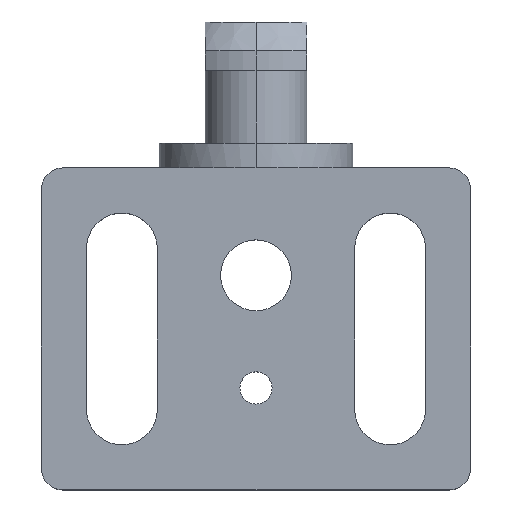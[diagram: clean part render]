
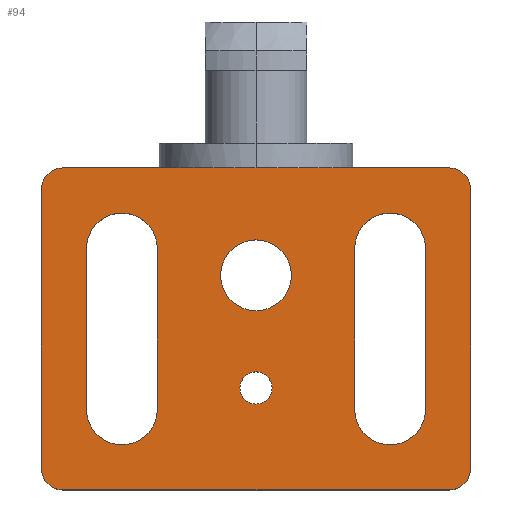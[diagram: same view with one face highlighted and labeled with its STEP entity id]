
A CAD part, top view. The second image highlights one B-rep face of the part: STEP entity #94.
In plain terms, the highlighted planar face has unit normal (0, 0, 1).
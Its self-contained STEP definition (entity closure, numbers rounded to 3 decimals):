
#94=ADVANCED_FACE('NONE',(#211,#212,#213,#214,#215),#216,.T.);
#211=FACE_OUTER_BOUND('',#357,.T.);
#212=FACE_BOUND('',#358,.T.);
#213=FACE_BOUND('',#359,.T.);
#214=FACE_BOUND('',#360,.T.);
#215=FACE_BOUND('',#361,.T.);
#216=PLANE('',#362);
#357=EDGE_LOOP('',(#567,#568,#569,#570,#571,#572,#573,#574,#575,#576));
#358=EDGE_LOOP('',(#577,#578));
#359=EDGE_LOOP('',(#579,#580,#581,#582));
#360=EDGE_LOOP('',(#583,#584,#585,#586));
#361=EDGE_LOOP('',(#587,#588));
#362=AXIS2_PLACEMENT_3D('',#589,#590,#591);
#567=ORIENTED_EDGE('',*,*,#917,.T.);
#568=ORIENTED_EDGE('',*,*,#913,.T.);
#569=ORIENTED_EDGE('',*,*,#918,.T.);
#570=ORIENTED_EDGE('',*,*,#911,.T.);
#571=ORIENTED_EDGE('',*,*,#919,.T.);
#572=ORIENTED_EDGE('',*,*,#920,.T.);
#573=ORIENTED_EDGE('',*,*,#921,.T.);
#574=ORIENTED_EDGE('',*,*,#922,.T.);
#575=ORIENTED_EDGE('',*,*,#923,.T.);
#576=ORIENTED_EDGE('',*,*,#924,.T.);
#577=ORIENTED_EDGE('',*,*,#887,.F.);
#578=ORIENTED_EDGE('',*,*,#925,.F.);
#579=ORIENTED_EDGE('',*,*,#926,.F.);
#580=ORIENTED_EDGE('',*,*,#927,.F.);
#581=ORIENTED_EDGE('',*,*,#928,.F.);
#582=ORIENTED_EDGE('',*,*,#929,.F.);
#583=ORIENTED_EDGE('',*,*,#930,.F.);
#584=ORIENTED_EDGE('',*,*,#931,.F.);
#585=ORIENTED_EDGE('',*,*,#932,.F.);
#586=ORIENTED_EDGE('',*,*,#933,.F.);
#587=ORIENTED_EDGE('',*,*,#882,.F.);
#588=ORIENTED_EDGE('',*,*,#934,.F.);
#589=CARTESIAN_POINT('',(18.0,13.0,3.0));
#590=DIRECTION('',(0.0,0.0,1.0));
#591=DIRECTION('',(1.0,-0.0,0.0));
#882=EDGE_CURVE('NONE',#1059,#1060,#1061,.T.);
#887=EDGE_CURVE('NONE',#1068,#1069,#1070,.T.);
#911=EDGE_CURVE('NONE',#1101,#1105,#1107,.T.);
#913=EDGE_CURVE('NONE',#1109,#1051,#1110,.T.);
#917=EDGE_CURVE('NONE',#1115,#1109,#1116,.T.);
#918=EDGE_CURVE('NONE',#1051,#1101,#1117,.T.);
#919=EDGE_CURVE('NONE',#1105,#1118,#1119,.T.);
#920=EDGE_CURVE('NONE',#1118,#1120,#1121,.T.);
#921=EDGE_CURVE('NONE',#1120,#1122,#1123,.T.);
#922=EDGE_CURVE('NONE',#1122,#1124,#1125,.T.);
#923=EDGE_CURVE('NONE',#1124,#1126,#1127,.T.);
#924=EDGE_CURVE('NONE',#1126,#1115,#1128,.T.);
#925=EDGE_CURVE('NONE',#1069,#1068,#1129,.T.);
#926=EDGE_CURVE('NONE',#1130,#1131,#1132,.T.);
#927=EDGE_CURVE('NONE',#1133,#1130,#1134,.T.);
#928=EDGE_CURVE('NONE',#1135,#1133,#1136,.T.);
#929=EDGE_CURVE('NONE',#1131,#1135,#1137,.T.);
#930=EDGE_CURVE('NONE',#1138,#1139,#1140,.T.);
#931=EDGE_CURVE('NONE',#1141,#1138,#1142,.T.);
#932=EDGE_CURVE('NONE',#1143,#1141,#1144,.T.);
#933=EDGE_CURVE('NONE',#1139,#1143,#1145,.T.);
#934=EDGE_CURVE('NONE',#1060,#1059,#1146,.T.);
#1051=VERTEX_POINT('NONE',#1292);
#1059=VERTEX_POINT('NONE',#1301);
#1060=VERTEX_POINT('NONE',#1302);
#1061=CIRCLE('',#1303,1.5);
#1068=VERTEX_POINT('NONE',#1312);
#1069=VERTEX_POINT('NONE',#1313);
#1070=CIRCLE('',#1314,3.3);
#1101=VERTEX_POINT('NONE',#1361);
#1105=VERTEX_POINT('NONE',#1366);
#1107=LINE('',#1369,#1370);
#1109=VERTEX_POINT('NONE',#1372);
#1110=LINE('',#1373,#1374);
#1115=VERTEX_POINT('NONE',#1381);
#1116=CIRCLE('',#1382,2.0);
#1117=LINE('',#1383,#1384);
#1118=VERTEX_POINT('NONE',#1385);
#1119=CIRCLE('',#1386,2.0);
#1120=VERTEX_POINT('NONE',#1387);
#1121=LINE('',#1388,#1389);
#1122=VERTEX_POINT('NONE',#1390);
#1123=CIRCLE('',#1391,2.0);
#1124=VERTEX_POINT('NONE',#1392);
#1125=LINE('',#1393,#1394);
#1126=VERTEX_POINT('NONE',#1395);
#1127=CIRCLE('',#1396,2.0);
#1128=LINE('',#1397,#1398);
#1129=CIRCLE('',#1399,3.3);
#1130=VERTEX_POINT('NONE',#1400);
#1131=VERTEX_POINT('NONE',#1401);
#1132=LINE('',#1402,#1403);
#1133=VERTEX_POINT('NONE',#1404);
#1134=CIRCLE('',#1405,3.3);
#1135=VERTEX_POINT('NONE',#1406);
#1136=LINE('',#1407,#1408);
#1137=CIRCLE('',#1409,3.3);
#1138=VERTEX_POINT('NONE',#1410);
#1139=VERTEX_POINT('NONE',#1411);
#1140=LINE('',#1412,#1413);
#1141=VERTEX_POINT('NONE',#1414);
#1142=CIRCLE('',#1415,3.3);
#1143=VERTEX_POINT('NONE',#1416);
#1144=LINE('',#1417,#1418);
#1145=CIRCLE('',#1419,3.3);
#1146=CIRCLE('',#1420,1.5);
#1292=CARTESIAN_POINT('',(8.485,15.0,3.0));
#1301=CARTESIAN_POINT('',(-1.5,-5.5,3.0));
#1302=CARTESIAN_POINT('',(1.5,-5.5,3.0));
#1303=AXIS2_PLACEMENT_3D('',#1589,#1590,#1591);
#1312=CARTESIAN_POINT('',(-3.3,5.0,3.0));
#1313=CARTESIAN_POINT('',(3.3,5.0,3.0));
#1314=AXIS2_PLACEMENT_3D('',#1597,#1598,#1599);
#1361=CARTESIAN_POINT('',(-8.485,15.0,3.0));
#1366=CARTESIAN_POINT('',(-18.0,15.0,3.0));
#1369=CARTESIAN_POINT('',(18.0,15.0,3.0));
#1370=VECTOR('',#1632,1000.0);
#1372=CARTESIAN_POINT('',(18.0,15.0,3.0));
#1373=CARTESIAN_POINT('',(18.0,15.0,3.0));
#1374=VECTOR('',#1633,1000.0);
#1381=CARTESIAN_POINT('',(20.0,13.0,3.0));
#1382=AXIS2_PLACEMENT_3D('',#1636,#1637,#1638);
#1383=CARTESIAN_POINT('',(18.0,15.0,3.0));
#1384=VECTOR('',#1639,1000.0);
#1385=CARTESIAN_POINT('',(-20.0,13.0,3.0));
#1386=AXIS2_PLACEMENT_3D('',#1640,#1641,#1642);
#1387=CARTESIAN_POINT('',(-20.0,-13.0,3.0));
#1388=CARTESIAN_POINT('',(-20.0,-13.0,3.0));
#1389=VECTOR('',#1643,1000.0);
#1390=CARTESIAN_POINT('',(-18.0,-15.0,3.0));
#1391=AXIS2_PLACEMENT_3D('',#1644,#1645,#1646);
#1392=CARTESIAN_POINT('',(18.0,-15.0,3.0));
#1393=CARTESIAN_POINT('',(18.0,-15.0,3.0));
#1394=VECTOR('',#1647,1000.0);
#1395=CARTESIAN_POINT('',(20.0,-13.0,3.0));
#1396=AXIS2_PLACEMENT_3D('',#1648,#1649,#1650);
#1397=CARTESIAN_POINT('',(20.0,-13.0,3.0));
#1398=VECTOR('',#1651,1000.0);
#1399=AXIS2_PLACEMENT_3D('',#1652,#1653,#1654);
#1400=CARTESIAN_POINT('',(-15.8,7.5,3.0));
#1401=CARTESIAN_POINT('',(-15.8,-7.5,3.0));
#1402=CARTESIAN_POINT('',(-15.8,7.5,3.0));
#1403=VECTOR('',#1655,1000.0);
#1404=CARTESIAN_POINT('',(-9.2,7.5,3.0));
#1405=AXIS2_PLACEMENT_3D('',#1656,#1657,#1658);
#1406=CARTESIAN_POINT('',(-9.2,-7.5,3.0));
#1407=CARTESIAN_POINT('',(-9.2,7.5,3.0));
#1408=VECTOR('',#1659,1000.0);
#1409=AXIS2_PLACEMENT_3D('',#1660,#1661,#1662);
#1410=CARTESIAN_POINT('',(9.2,7.5,3.0));
#1411=CARTESIAN_POINT('',(9.2,-7.5,3.0));
#1412=CARTESIAN_POINT('',(9.2,7.5,3.0));
#1413=VECTOR('',#1663,1000.0);
#1414=CARTESIAN_POINT('',(15.8,7.5,3.0));
#1415=AXIS2_PLACEMENT_3D('',#1664,#1665,#1666);
#1416=CARTESIAN_POINT('',(15.8,-7.5,3.0));
#1417=CARTESIAN_POINT('',(15.8,7.5,3.0));
#1418=VECTOR('',#1667,1000.0);
#1419=AXIS2_PLACEMENT_3D('',#1668,#1669,#1670);
#1420=AXIS2_PLACEMENT_3D('',#1671,#1672,#1673);
#1589=CARTESIAN_POINT('',(0.,-5.5,3.0));
#1590=DIRECTION('',(0.0,0.0,1.0));
#1591=DIRECTION('',(1.0,0.0,0.0));
#1597=CARTESIAN_POINT('',(0.,5.0,3.0));
#1598=DIRECTION('',(0.0,0.0,1.0));
#1599=DIRECTION('',(1.0,0.0,0.0));
#1632=DIRECTION('',(-1.0,0.,0.0));
#1633=DIRECTION('',(-1.0,0.,0.0));
#1636=CARTESIAN_POINT('',(18.0,13.0,3.0));
#1637=DIRECTION('',(0.0,0.0,1.0));
#1638=DIRECTION('',(1.0,0.0,0.0));
#1639=DIRECTION('',(-1.0,0.,0.0));
#1640=CARTESIAN_POINT('',(-18.0,13.0,3.0));
#1641=DIRECTION('',(0.0,0.0,1.0));
#1642=DIRECTION('',(-1.0,0.0,0.0));
#1643=DIRECTION('',(-0.0,-1.0,-0.0));
#1644=CARTESIAN_POINT('',(-18.0,-13.0,3.0));
#1645=DIRECTION('',(0.0,0.0,1.0));
#1646=DIRECTION('',(-1.0,0.0,0.0));
#1647=DIRECTION('',(1.0,0.,-0.0));
#1648=CARTESIAN_POINT('',(18.0,-13.0,3.0));
#1649=DIRECTION('',(0.0,0.0,1.0));
#1650=DIRECTION('',(-1.0,0.0,0.0));
#1651=DIRECTION('',(0.0,1.0,0.0));
#1652=CARTESIAN_POINT('',(0.,5.0,3.0));
#1653=DIRECTION('',(0.0,0.0,1.0));
#1654=DIRECTION('',(1.0,0.0,0.0));
#1655=DIRECTION('',(0.0,-1.0,0.0));
#1656=CARTESIAN_POINT('',(-12.5,7.5,3.0));
#1657=DIRECTION('',(0.0,0.0,1.0));
#1658=DIRECTION('',(1.0,0.0,0.0));
#1659=DIRECTION('',(0.,1.0,-0.0));
#1660=CARTESIAN_POINT('',(-12.5,-7.5,3.0));
#1661=DIRECTION('',(0.0,0.0,1.0));
#1662=DIRECTION('',(1.0,0.0,0.0));
#1663=DIRECTION('',(0.,-1.0,0.0));
#1664=CARTESIAN_POINT('',(12.5,7.5,3.0));
#1665=DIRECTION('',(0.0,0.0,1.0));
#1666=DIRECTION('',(-1.0,0.0,0.0));
#1667=DIRECTION('',(0.,1.0,-0.0));
#1668=CARTESIAN_POINT('',(12.5,-7.5,3.0));
#1669=DIRECTION('',(0.0,0.0,1.0));
#1670=DIRECTION('',(-1.0,0.0,0.0));
#1671=CARTESIAN_POINT('',(0.,-5.5,3.0));
#1672=DIRECTION('',(0.0,0.0,1.0));
#1673=DIRECTION('',(1.0,0.0,0.0));
